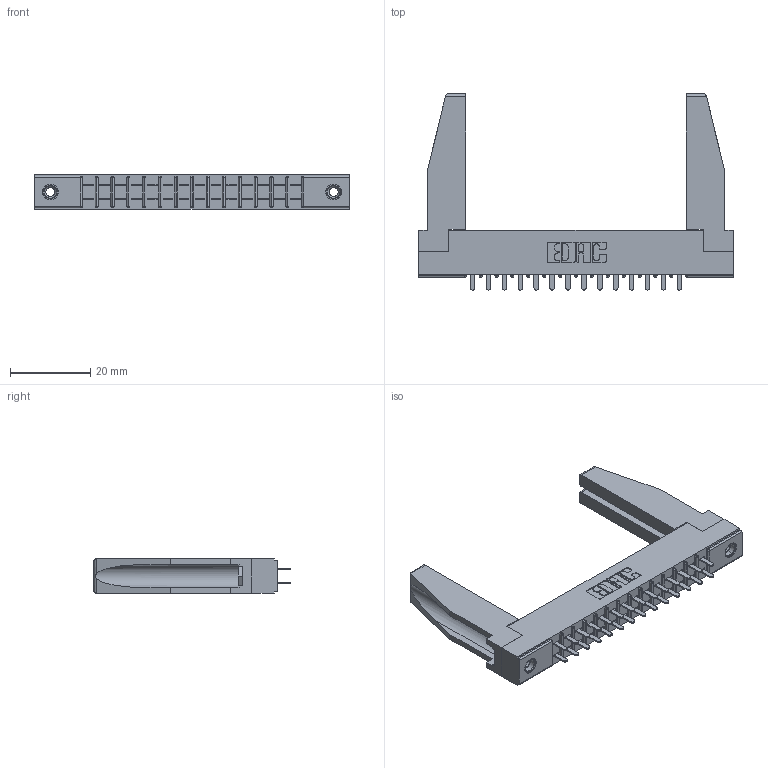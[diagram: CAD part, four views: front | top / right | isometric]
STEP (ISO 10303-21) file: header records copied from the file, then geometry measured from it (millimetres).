
FILE_DESCRIPTION (( 'STEP AP203' ), '1' );
FILE_NAME ('305-028-521-578.STEP', '2019-09-09T15:44:43', ( '' ), ( '' ), 'SwSTEP 2.0', 'SolidWorks 2016', '' );
FILE_SCHEMA (( 'CONFIG_CONTROL_DESIGN' ));
Length unit declared in the file: inch
Products named in the file (5): 305-028-521-578; 305 Part_.156 Dia; 307-220-078; 345-250-001_345-250-001-102; 305-290-001_521
Assembly tree (33 placements, depth 2):
  305-028-521-578
    305 Part_.156 Dia
    305-290-001_521  x28
    345-250-001_345-250-001-102  x2
    307-220-078  x2
Bounding box: 78.49 x 48.9 x 8.71 mm (x, y, z)
Volume: 8702.2 mm3; surface area: 12577 mm2
Topology: 33 solids, 33 shells, 1534 faces, 4328 edges, 2800 vertices
Faces by surface type: plane 908, cylinder 554, sphere 56, cone 12, torus 4
Entity records: 20886 total; most frequent: CARTESIAN_POINT 3462, ORIENTED_EDGE 3390, DIRECTION 3329, EDGE_CURVE 1695, VECTOR 1339, LINE 1339, VERTEX_POINT 1086, AXIS2_PLACEMENT_3D 995
